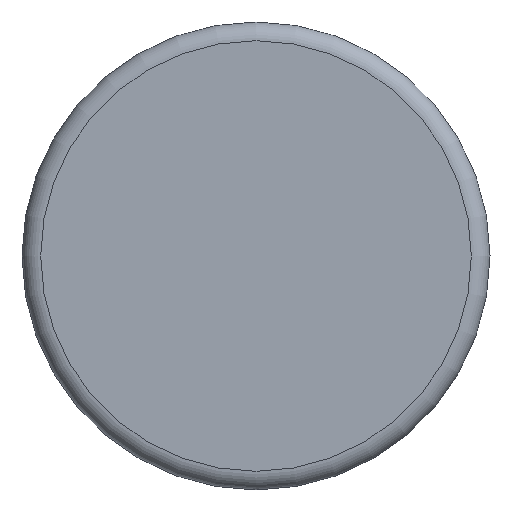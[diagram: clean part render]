
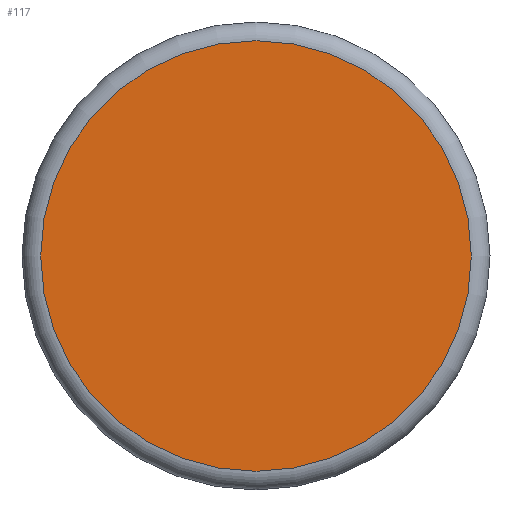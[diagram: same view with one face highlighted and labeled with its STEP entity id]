
A CAD part, left-side view. The second image highlights one B-rep face of the part: STEP entity #117.
In plain terms, the highlighted planar face has unit normal (-1, 0, 0).
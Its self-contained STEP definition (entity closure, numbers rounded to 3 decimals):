
#117=ADVANCED_FACE('',(#262),#264,.T.);
#262=FACE_BOUND('',#263,.T.);
#263=EDGE_LOOP('',(#366));
#264=PLANE('',#265);
#265=AXIS2_PLACEMENT_3D('',#266,#267,#268);
#266=CARTESIAN_POINT('',(-0.2,0.,1.3));
#267=DIRECTION('',(-1.,-0.,0.));
#268=DIRECTION('',(0.,0.,-1.));
#366=ORIENTED_EDGE('',*,*,#394,.F.);
#394=EDGE_CURVE('',#417,#417,#418,.T.);
#417=VERTEX_POINT('',#474);
#418=CIRCLE('',#475,1.196);
#474=CARTESIAN_POINT('',(-0.2,0.,0.104));
#475=AXIS2_PLACEMENT_3D('',#476,#477,#478);
#476=CARTESIAN_POINT('',(-0.2,0.,1.3));
#477=DIRECTION('',(1.,0.,0.));
#478=DIRECTION('',(0.,0.,-1.));
